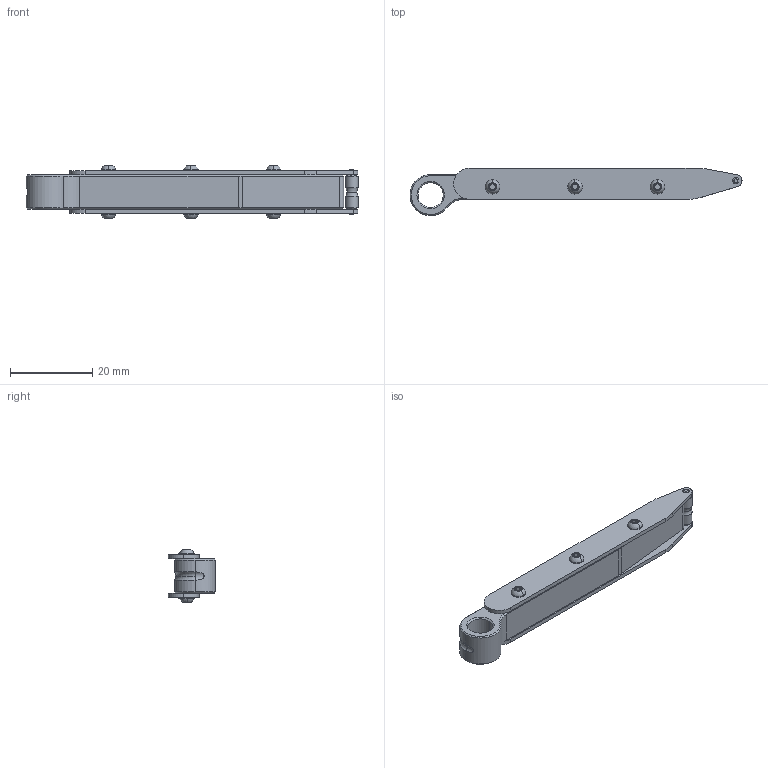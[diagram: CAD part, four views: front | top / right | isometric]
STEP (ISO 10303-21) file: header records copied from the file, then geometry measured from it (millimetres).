
FILE_DESCRIPTION (( 'STEP AP214' ), '1' );
FILE_NAME ('1225-10947 - Rev01 .step', '2019-07-15T14:08:15', ( '' ), ( '' ), 'SwSTEP 2.0', 'SolidWorks 2019', '' );
FILE_SCHEMA (( 'AUTOMOTIVE_DESIGN' ));
Length unit declared in the file: millimetre
Products named in the file (6): 1225-10948; 1225-10949; 1225-10952_92095A451; 1225-10947 - Rev01 ; 1225-10950; 1225-10951
Assembly tree (11 placements, depth 2):
  1225-10947 - Rev01 
    1225-10948
    1225-10950  x2
    1225-10951
    1225-10952_92095A451  x6
    1225-10949
Bounding box: 80.5 x 11.49 x 12.9 mm (x, y, z)
Volume: 4513 mm3; surface area: 5272 mm2
Topology: 11 solids, 11 shells, 391 faces, 954 edges, 597 vertices
Faces by surface type: cylinder 177, plane 91, cone 87, bspline 18, sphere 12, torus 6
Entity records: 5672 total; most frequent: CARTESIAN_POINT 2110, DIRECTION 711, ORIENTED_EDGE 666, EDGE_CURVE 333, AXIS2_PLACEMENT_3D 284, VERTEX_POINT 203, EDGE_LOOP 162, LINE 143
